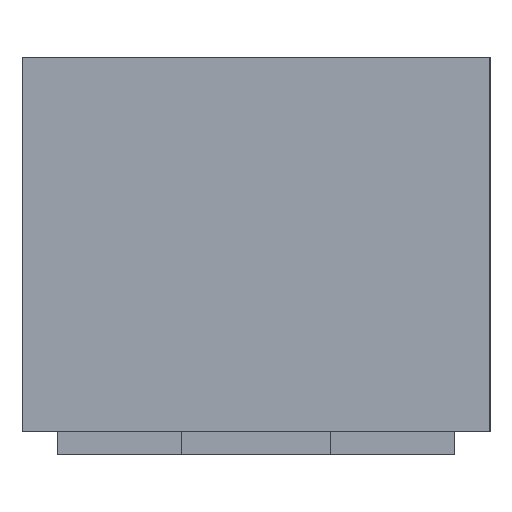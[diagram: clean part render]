
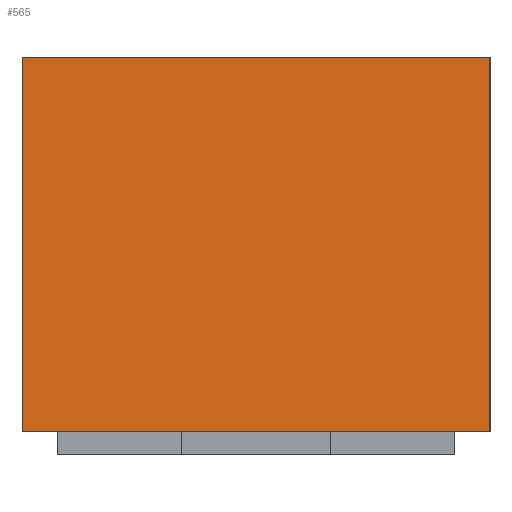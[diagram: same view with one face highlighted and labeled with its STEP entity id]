
A CAD part, left-side view. The second image highlights one B-rep face of the part: STEP entity #565.
In plain terms, the highlighted planar face has unit normal (-1, 0, 0).
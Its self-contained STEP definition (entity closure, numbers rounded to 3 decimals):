
#42=FACE_OUTER_BOUND('',#76,.T.);
#76=EDGE_LOOP('',(#454,#455,#456,#457));
#137=LINE('',#863,#209);
#146=LINE('',#881,#218);
#147=LINE('',#884,#219);
#148=LINE('',#885,#220);
#209=VECTOR('',#713,10.);
#218=VECTOR('',#726,10.);
#219=VECTOR('',#729,10.);
#220=VECTOR('',#730,10.);
#262=VERTEX_POINT('',#856);
#265=VERTEX_POINT('',#861);
#272=VERTEX_POINT('',#879);
#273=VERTEX_POINT('',#883);
#329=EDGE_CURVE('',#265,#262,#137,.T.);
#338=EDGE_CURVE('',#265,#272,#146,.T.);
#339=EDGE_CURVE('',#273,#272,#147,.T.);
#340=EDGE_CURVE('',#262,#273,#148,.T.);
#454=ORIENTED_EDGE('',*,*,#329,.F.);
#455=ORIENTED_EDGE('',*,*,#338,.T.);
#456=ORIENTED_EDGE('',*,*,#339,.F.);
#457=ORIENTED_EDGE('',*,*,#340,.F.);
#517=PLANE('',#610);
#565=ADVANCED_FACE('',(#42),#517,.T.);
#610=AXIS2_PLACEMENT_3D('',#882,#727,#728);
#713=DIRECTION('',(0.,1.,0.));
#726=DIRECTION('',(0.,0.,1.));
#727=DIRECTION('center_axis',(-1.,0.,0.));
#728=DIRECTION('ref_axis',(0.,-1.,0.));
#729=DIRECTION('',(0.,-1.,0.));
#730=DIRECTION('',(0.,0.,1.));
#856=CARTESIAN_POINT('',(-0.5,0.3,0.03));
#861=CARTESIAN_POINT('',(-0.5,-0.3,0.03));
#863=CARTESIAN_POINT('',(-0.5,-0.3,0.03));
#879=CARTESIAN_POINT('',(-0.5,-0.3,0.51));
#881=CARTESIAN_POINT('',(-0.5,-0.3,0.03));
#882=CARTESIAN_POINT('Origin',(-0.5,0.3,0.03));
#883=CARTESIAN_POINT('',(-0.5,0.3,0.51));
#884=CARTESIAN_POINT('',(-0.5,-0.3,0.51));
#885=CARTESIAN_POINT('',(-0.5,0.3,0.03));
